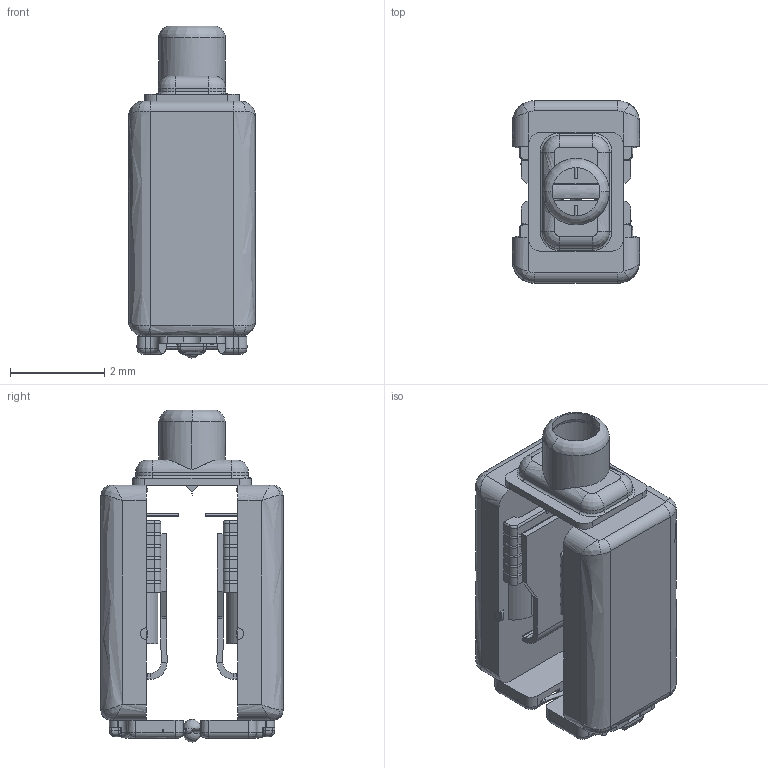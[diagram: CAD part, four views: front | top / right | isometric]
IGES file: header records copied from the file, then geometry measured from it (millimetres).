
Start section:  PTC IGES file: dwfk-31785-000_sw.igs
Global section: file name: dwfk-31785-000_sw.igs; native system: Creo Parametric by Parametric Technology Corporation; preprocessor: 2012480; author: LilWang; organization: Unknown; date: 20130424.104544; units: inch
Bounding box: 2.69 x 3.86 x 7.04 mm (x, y, z)
Surface area: 154.5 mm2 (no closed solid volume)
Topology: 0 solids, 0 shells, 652 faces, 3430 edges, 3426 vertices
Faces by surface type: revolution 389, bspline 263
